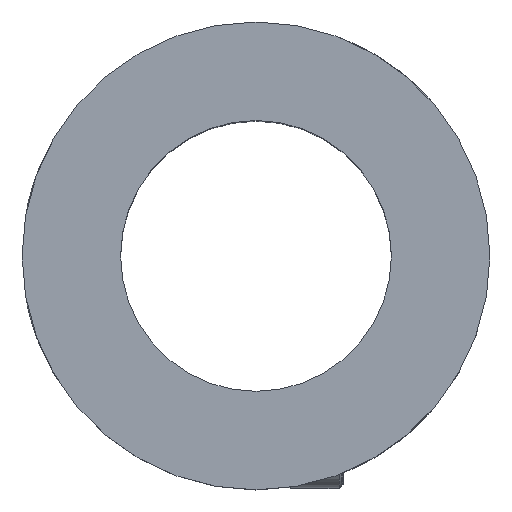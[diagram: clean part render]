
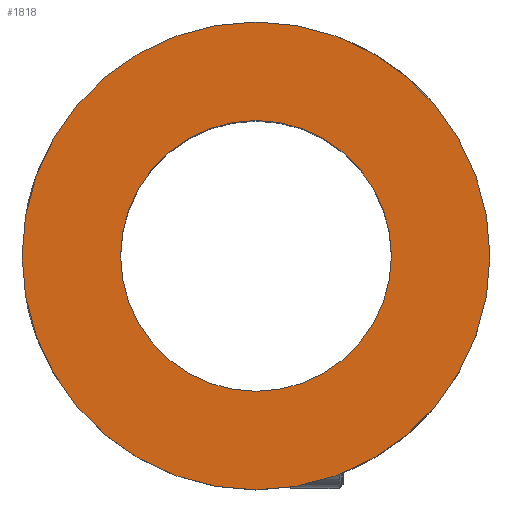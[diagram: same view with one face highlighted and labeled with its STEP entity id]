
A CAD part, top view. The second image highlights one B-rep face of the part: STEP entity #1818.
In plain terms, the highlighted planar face has unit normal (0, 0, 1).
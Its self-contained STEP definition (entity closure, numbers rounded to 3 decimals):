
#101 = FACE_BOUND ( 'NONE', #637, .T. ) ;
#102 = FACE_OUTER_BOUND ( 'NONE', #587, .T. ) ;
#103 = PLANE ( 'NONE',  #104 ) ;
#104 = AXIS2_PLACEMENT_3D ( 'NONE', #105, #106, #107 ) ;
#105 = CARTESIAN_POINT ( 'NONE',  ( 0., 77.75, 0. ) ) ;
#106 = DIRECTION ( 'NONE',  ( 0., 0., -1. ) ) ;
#107 = DIRECTION ( 'NONE',  ( -1., 0., 0. ) ) ;
#210 = CIRCLE ( 'NONE', #211, 45. ) ;
#211 = AXIS2_PLACEMENT_3D ( 'NONE', #212, #213, #214 ) ;
#212 = CARTESIAN_POINT ( 'NONE',  ( 0., 0., 0. ) ) ;
#213 = DIRECTION ( 'NONE',  ( 0., 0., 1. ) ) ;
#214 = DIRECTION ( 'NONE',  ( 1., 0., 0. ) ) ;
#307 = CARTESIAN_POINT ( 'NONE',  ( 45., 0., 0. ) ) ;
#422 = CARTESIAN_POINT ( 'NONE',  ( -77.75, 0., 0. ) ) ;
#467 = CIRCLE ( 'NONE', #468, 77.75 ) ;
#468 = AXIS2_PLACEMENT_3D ( 'NONE', #472, #473, #474 ) ;
#472 = CARTESIAN_POINT ( 'NONE',  ( 0., 0., 0. ) ) ;
#473 = DIRECTION ( 'NONE',  ( 0., 0., 1. ) ) ;
#474 = DIRECTION ( 'NONE',  ( 1., 0., 0. ) ) ;
#533 = CARTESIAN_POINT ( 'NONE',  ( -45., 0., 0. ) ) ;
#587 = EDGE_LOOP ( 'NONE', ( #1924, #1589 ) ) ;
#637 = EDGE_LOOP ( 'NONE', ( #1857, #1883 ) ) ;
#694 = CIRCLE ( 'NONE', #695, 45. ) ;
#695 = AXIS2_PLACEMENT_3D ( 'NONE', #696, #697, #698 ) ;
#696 = CARTESIAN_POINT ( 'NONE',  ( 0., 0., 0. ) ) ;
#697 = DIRECTION ( 'NONE',  ( 0., 0., 1. ) ) ;
#698 = DIRECTION ( 'NONE',  ( 1., 0., 0. ) ) ;
#1009 = CIRCLE ( 'NONE', #1010, 77.75 ) ;
#1010 = AXIS2_PLACEMENT_3D ( 'NONE', #1011, #1012, #1013 ) ;
#1011 = CARTESIAN_POINT ( 'NONE',  ( 0., 0., 0. ) ) ;
#1012 = DIRECTION ( 'NONE',  ( 0., 0., 1. ) ) ;
#1013 = DIRECTION ( 'NONE',  ( 1., 0., 0. ) ) ;
#1054 = CARTESIAN_POINT ( 'NONE',  ( 77.75, 0., 0. ) ) ;
#1553 = VERTEX_POINT ( 'NONE', #533 ) ;
#1589 = ORIENTED_EDGE ( 'NONE', *, *, #1916, .T. ) ;
#1598 = EDGE_CURVE ( 'NONE', #1553, #1617, #210, .T. ) ;
#1617 = VERTEX_POINT ( 'NONE', #307 ) ;
#1798 = EDGE_CURVE ( 'NONE', #1617, #1553, #694, .T. ) ;
#1818 = ADVANCED_FACE ( 'NONE', ( #101, #102 ), #103, .F. ) ;
#1850 = VERTEX_POINT ( 'NONE', #422 ) ;
#1857 = ORIENTED_EDGE ( 'NONE', *, *, #1798, .F. ) ;
#1883 = ORIENTED_EDGE ( 'NONE', *, *, #1598, .F. ) ;
#1891 = EDGE_CURVE ( 'NONE', #1899, #1850, #1009, .T. ) ;
#1899 = VERTEX_POINT ( 'NONE', #1054 ) ;
#1916 = EDGE_CURVE ( 'NONE', #1850, #1899, #467, .T. ) ;
#1924 = ORIENTED_EDGE ( 'NONE', *, *, #1891, .T. ) ;
